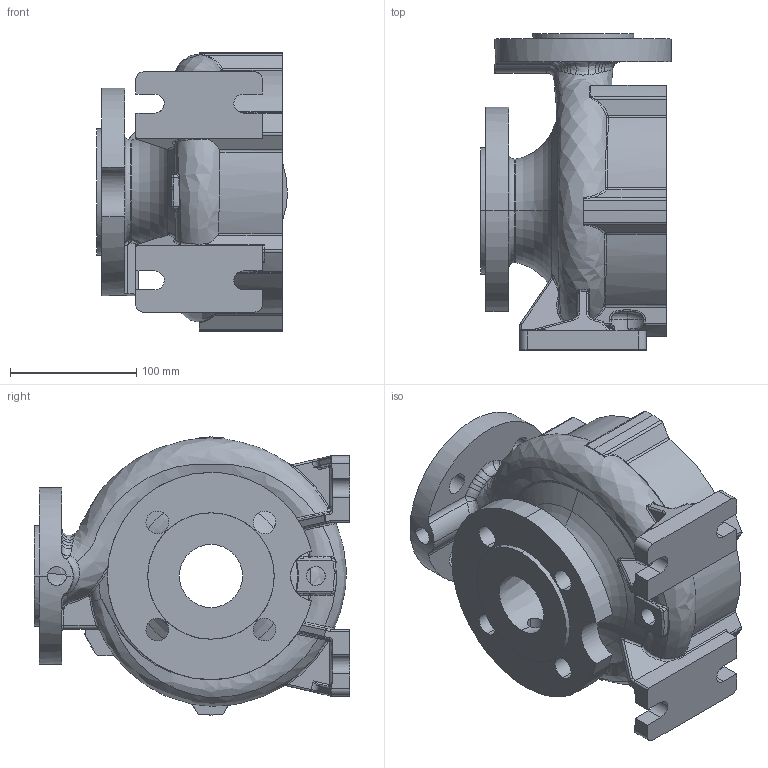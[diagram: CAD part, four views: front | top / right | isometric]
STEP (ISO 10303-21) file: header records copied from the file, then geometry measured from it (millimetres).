
FILE_DESCRIPTION(('CATIA V5 STEP Exchange'),'2;1');
FILE_NAME('Volute_pompe_KSB_pour_analyse_symetrie.stp','2016-01-15T15:14:36+00:00',('none'),('none'),'CATIA Version 5 Release 19 GA (IN-10)','CATIA V5 STEP AP203','none');
FILE_SCHEMA(('CONFIG_CONTROL_DESIGN'));
Length unit declared in the file: millimetre
Products named in the file (1): Volute_pompe
Bounding box: 150.82 x 250 x 220 mm (x, y, z)
Volume: 1629783.3 mm3; surface area: 329176 mm2
Topology: 1 solids, 1 shells, 648 faces, 1761 edges, 1098 vertices
Faces by surface type: cylinder 206, bspline 186, plane 111, torus 61, sphere 60, cone 22, revolution 2
Entity records: 31601 total; most frequent: CARTESIAN_POINT 18508, ORIENTED_EDGE 3458, EDGE_CURVE 1729, DIRECTION 1693, VERTEX_POINT 1098, AXIS2_PLACEMENT_3D 807, EDGE_LOOP 689, ADVANCED_FACE 648
